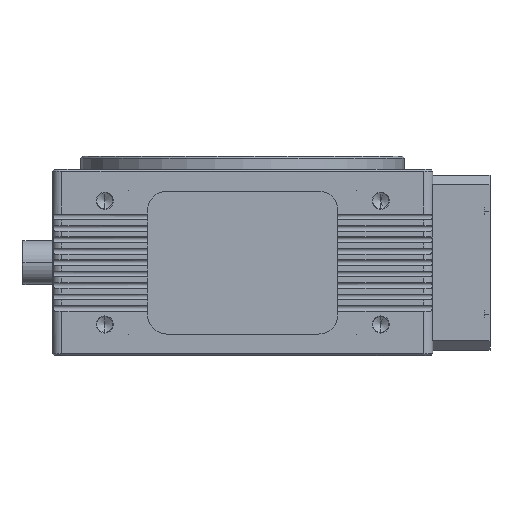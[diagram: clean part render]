
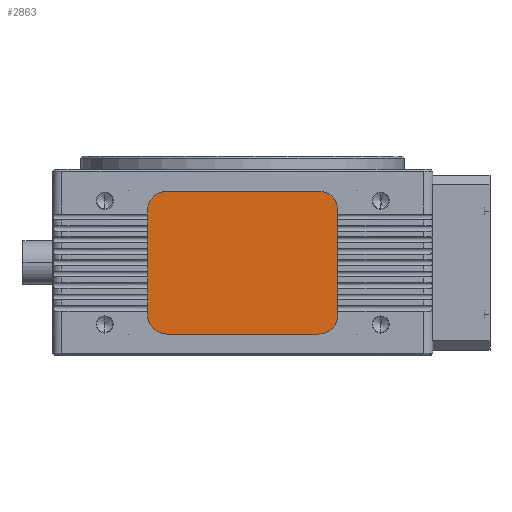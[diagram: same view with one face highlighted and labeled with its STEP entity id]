
A CAD part, front view. The second image highlights one B-rep face of the part: STEP entity #2863.
In plain terms, the highlighted planar face has unit normal (0, -1, 0).
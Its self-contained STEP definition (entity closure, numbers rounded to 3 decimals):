
#1186 = CARTESIAN_POINT ( 'NONE',  ( -40., -145., -37.5 ) ) ;
#1671 = DIRECTION ( 'NONE',  ( 0., 0., -1. ) ) ;
#2163 = PLANE ( 'NONE',  #19828 ) ;
#2863 = ADVANCED_FACE ( 'NONE', ( #20422 ), #2163, .T. ) ;
#3956 = CARTESIAN_POINT ( 'NONE',  ( -40., -145., 37.5 ) ) ;
#4888 = EDGE_CURVE ( 'NONE', #13374, #35431, #16383, .T. ) ;
#5804 = DIRECTION ( 'NONE',  ( 0., -1., 0. ) ) ;
#6414 = ORIENTED_EDGE ( 'NONE', *, *, #31368, .T. ) ;
#9086 = CIRCLE ( 'NONE', #34662, 10. ) ;
#9180 = CARTESIAN_POINT ( 'NONE',  ( -40., -145., -27.5 ) ) ;
#9437 = DIRECTION ( 'NONE',  ( 0., 0., 1. ) ) ;
#10729 = VECTOR ( 'NONE', #38965, 1000. ) ;
#11506 = CARTESIAN_POINT ( 'NONE',  ( 40., -145., 37.5 ) ) ;
#11596 = ORIENTED_EDGE ( 'NONE', *, *, #32997, .T. ) ;
#12586 = VERTEX_POINT ( 'NONE', #1186 ) ;
#13374 = VERTEX_POINT ( 'NONE', #47138 ) ;
#13676 = VERTEX_POINT ( 'NONE', #3956 ) ;
#14133 = VECTOR ( 'NONE', #9437, 1000. ) ;
#14698 = DIRECTION ( 'NONE',  ( 0., 0., -1. ) ) ;
#14715 = EDGE_CURVE ( 'NONE', #13676, #13374, #47904, .T. ) ;
#16383 = LINE ( 'NONE', #38489, #21573 ) ;
#16432 = VERTEX_POINT ( 'NONE', #34366 ) ;
#16675 = CARTESIAN_POINT ( 'NONE',  ( -40., -145., -37.5 ) ) ;
#17069 = DIRECTION ( 'NONE',  ( 0., 0., -1. ) ) ;
#17503 = EDGE_CURVE ( 'NONE', #12586, #22003, #20514, .T. ) ;
#17681 = ORIENTED_EDGE ( 'NONE', *, *, #14715, .T. ) ;
#19211 = LINE ( 'NONE', #22881, #35413 ) ;
#19439 = DIRECTION ( 'NONE',  ( 0., -1., 0. ) ) ;
#19828 = AXIS2_PLACEMENT_3D ( 'NONE', #24546, #31697, #43160 ) ;
#20422 = FACE_OUTER_BOUND ( 'NONE', #47695, .T. ) ;
#20514 = LINE ( 'NONE', #16675, #10729 ) ;
#21573 = VECTOR ( 'NONE', #1671, 1000. ) ;
#22003 = VERTEX_POINT ( 'NONE', #27058 ) ;
#22881 = CARTESIAN_POINT ( 'NONE',  ( -40., -145., 37.5 ) ) ;
#24500 = DIRECTION ( 'NONE',  ( 0., -1., 0. ) ) ;
#24546 = CARTESIAN_POINT ( 'NONE',  ( -40., -145., -27.5 ) ) ;
#25133 = VERTEX_POINT ( 'NONE', #39204 ) ;
#26379 = CIRCLE ( 'NONE', #44422, 10. ) ;
#26412 = DIRECTION ( 'NONE',  ( 0., 0., -1. ) ) ;
#26445 = DIRECTION ( 'NONE',  ( -1., 0., 0. ) ) ;
#27058 = CARTESIAN_POINT ( 'NONE',  ( 40., -145., -37.5 ) ) ;
#27624 = ORIENTED_EDGE ( 'NONE', *, *, #28014, .T. ) ;
#28014 = EDGE_CURVE ( 'NONE', #35431, #12586, #9086, .T. ) ;
#29855 = ORIENTED_EDGE ( 'NONE', *, *, #17503, .T. ) ;
#31368 = EDGE_CURVE ( 'NONE', #44288, #13676, #19211, .T. ) ;
#31697 = DIRECTION ( 'NONE',  ( 0., -1., 0. ) ) ;
#31713 = CARTESIAN_POINT ( 'NONE',  ( 50., -145., 27.5 ) ) ;
#32735 = ORIENTED_EDGE ( 'NONE', *, *, #47140, .T. ) ;
#32997 = EDGE_CURVE ( 'NONE', #16432, #44288, #43790, .T. ) ;
#34366 = CARTESIAN_POINT ( 'NONE',  ( 50., -145., 27.5 ) ) ;
#34444 = ORIENTED_EDGE ( 'NONE', *, *, #43924, .T. ) ;
#34662 = AXIS2_PLACEMENT_3D ( 'NONE', #9180, #5804, #17069 ) ;
#35413 = VECTOR ( 'NONE', #26445, 1000. ) ;
#35431 = VERTEX_POINT ( 'NONE', #46386 ) ;
#35511 = CARTESIAN_POINT ( 'NONE',  ( 40., -145., 27.5 ) ) ;
#36813 = CARTESIAN_POINT ( 'NONE',  ( 40., -145., -27.5 ) ) ;
#38489 = CARTESIAN_POINT ( 'NONE',  ( -50., -145., 27.5 ) ) ;
#38965 = DIRECTION ( 'NONE',  ( 1., 0., 0. ) ) ;
#39204 = CARTESIAN_POINT ( 'NONE',  ( 50., -145., -27.5 ) ) ;
#39365 = AXIS2_PLACEMENT_3D ( 'NONE', #44839, #19439, #26412 ) ;
#39406 = DIRECTION ( 'NONE',  ( 0., 0., 1. ) ) ;
#41835 = LINE ( 'NONE', #31713, #14133 ) ;
#41837 = ORIENTED_EDGE ( 'NONE', *, *, #4888, .T. ) ;
#43160 = DIRECTION ( 'NONE',  ( 0., 0., -1. ) ) ;
#43790 = CIRCLE ( 'NONE', #47844, 10. ) ;
#43924 = EDGE_CURVE ( 'NONE', #25133, #16432, #41835, .T. ) ;
#43958 = DIRECTION ( 'NONE',  ( 0., -1., 0. ) ) ;
#44288 = VERTEX_POINT ( 'NONE', #11506 ) ;
#44422 = AXIS2_PLACEMENT_3D ( 'NONE', #36813, #43958, #14698 ) ;
#44839 = CARTESIAN_POINT ( 'NONE',  ( -40., -145., 27.5 ) ) ;
#46386 = CARTESIAN_POINT ( 'NONE',  ( -50., -145., -27.5 ) ) ;
#47138 = CARTESIAN_POINT ( 'NONE',  ( -50., -145., 27.5 ) ) ;
#47140 = EDGE_CURVE ( 'NONE', #22003, #25133, #26379, .T. ) ;
#47695 = EDGE_LOOP ( 'NONE', ( #27624, #29855, #32735, #34444, #11596, #6414, #17681, #41837 ) ) ;
#47844 = AXIS2_PLACEMENT_3D ( 'NONE', #35511, #24500, #39406 ) ;
#47904 = CIRCLE ( 'NONE', #39365, 10. ) ;
